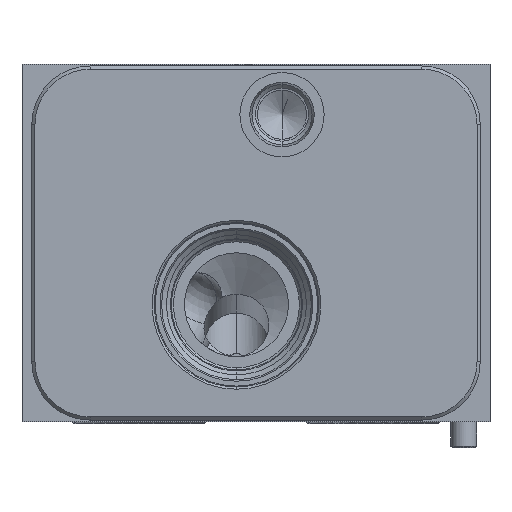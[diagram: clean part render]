
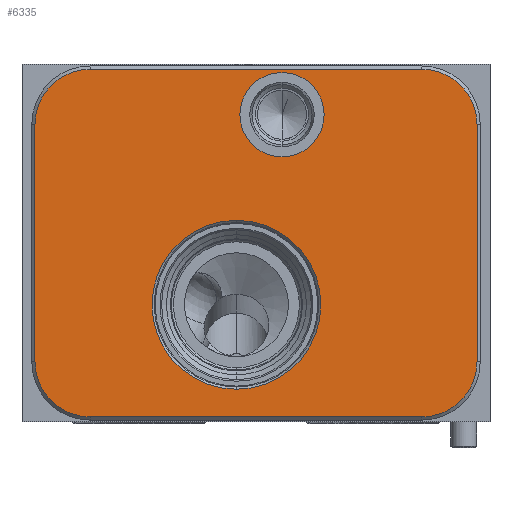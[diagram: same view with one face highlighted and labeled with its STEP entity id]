
A CAD part, front view. The second image highlights one B-rep face of the part: STEP entity #6335.
In plain terms, the highlighted planar face has unit normal (0, -1, 0).
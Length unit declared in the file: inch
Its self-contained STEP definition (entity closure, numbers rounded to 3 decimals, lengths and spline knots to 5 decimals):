
#1995=CARTESIAN_POINT('',(3.844,-7.312,2.859));
#1996=DIRECTION('',(0.,1.,0.));
#1997=DIRECTION('',(0.,0.,1.));
#1998=AXIS2_PLACEMENT_3D('',#1995,#1996,#1997);
#2009=CARTESIAN_POINT('',(2.062,-7.312,1.125));
#2010=DIRECTION('',(0.,1.,0.));
#2011=DIRECTION('',(0.,0.,-1.));
#2012=AXIS2_PLACEMENT_3D('',#2009,#2010,#2011);
#2014=CARTESIAN_POINT('',(2.062,-7.312,1.125));
#2015=DIRECTION('',(0.,1.,0.));
#2016=DIRECTION('',(0.,0.,1.));
#2017=AXIS2_PLACEMENT_3D('',#2014,#2015,#2016);
#2019=CARTESIAN_POINT('',(2.5,-7.312,2.953));
#2020=DIRECTION('',(0.,1.,0.));
#2021=DIRECTION('',(0.,0.,-1.));
#2022=AXIS2_PLACEMENT_3D('',#2019,#2020,#2021);
#2024=CARTESIAN_POINT('',(2.5,-7.312,2.953));
#2025=DIRECTION('',(0.,1.,0.));
#2026=DIRECTION('',(0.,0.,1.));
#2027=AXIS2_PLACEMENT_3D('',#2024,#2025,#2026);
#2460=DIRECTION('',(0.,0.,-1.));
#2461=VECTOR('',#2460,2.281);
#2462=CARTESIAN_POINT('',(4.375,-7.312,2.859));
#2463=LINE('',#2462,#2461);
#2480=CARTESIAN_POINT('',(3.844,-7.312,0.578));
#2481=DIRECTION('',(0.,1.,0.));
#2482=DIRECTION('',(1.,0.,0.));
#2483=AXIS2_PLACEMENT_3D('',#2480,#2481,#2482);
#2498=DIRECTION('',(-1.,0.,0.));
#2499=VECTOR('',#2498,3.188);
#2500=CARTESIAN_POINT('',(3.844,-7.312,0.047));
#2501=LINE('',#2500,#2499);
#2514=CARTESIAN_POINT('',(0.656,-7.312,0.578));
#2515=DIRECTION('',(0.,1.,0.));
#2516=DIRECTION('',(0.,0.,-1.));
#2517=AXIS2_PLACEMENT_3D('',#2514,#2515,#2516);
#2528=DIRECTION('',(0.,0.,1.));
#2529=VECTOR('',#2528,2.281);
#2530=CARTESIAN_POINT('',(0.125,-7.312,0.578));
#2531=LINE('',#2530,#2529);
#2548=CARTESIAN_POINT('',(0.656,-7.312,2.859));
#2549=DIRECTION('',(0.,1.,0.));
#2550=DIRECTION('',(-1.,0.,0.));
#2551=AXIS2_PLACEMENT_3D('',#2548,#2549,#2550);
#2562=DIRECTION('',(1.,0.,0.));
#2563=VECTOR('',#2562,3.188);
#2564=CARTESIAN_POINT('',(0.656,-7.312,3.39));
#2565=LINE('',#2564,#2563);
#4646=CARTESIAN_POINT('',(2.062,-7.312,
0.313));
#4647=CARTESIAN_POINT('',(2.062,-7.312,1.937));
#4648=VERTEX_POINT('',#4646);
#4649=VERTEX_POINT('',#4647);
#4702=CARTESIAN_POINT('',(2.5,-7.312,2.548));
#4703=CARTESIAN_POINT('',(2.5,-7.312,3.358));
#4704=VERTEX_POINT('',#4702);
#4705=VERTEX_POINT('',#4703);
#4740=CARTESIAN_POINT('',(3.844,-7.312,0.047));
#4741=CARTESIAN_POINT('',(0.656,-7.312,0.047));
#4742=VERTEX_POINT('',#4740);
#4743=VERTEX_POINT('',#4741);
#4748=CARTESIAN_POINT('',(0.125,-7.312,0.578));
#4749=VERTEX_POINT('',#4748);
#4752=CARTESIAN_POINT('',(0.125,-7.312,2.859));
#4753=VERTEX_POINT('',#4752);
#4756=CARTESIAN_POINT('',(0.656,-7.312,3.39));
#4757=VERTEX_POINT('',#4756);
#4760=CARTESIAN_POINT('',(3.844,-7.312,3.39));
#4761=VERTEX_POINT('',#4760);
#4764=CARTESIAN_POINT('',(4.375,-7.312,2.859));
#4765=VERTEX_POINT('',#4764);
#4768=CARTESIAN_POINT('',(4.375,-7.312,0.578));
#4769=VERTEX_POINT('',#4768);
#6301=CARTESIAN_POINT('',(0.,-7.312,0.));
#6302=DIRECTION('',(0.,-1.,0.));
#6303=DIRECTION('',(1.,0.,0.));
#6304=AXIS2_PLACEMENT_3D('',#6301,#6302,#6303);
#6305=PLANE('',#6304);
#6306=ORIENTED_EDGE('',*,*,#6291,.T.);
#6308=ORIENTED_EDGE('',*,*,#6307,.T.);
#6310=ORIENTED_EDGE('',*,*,#6309,.T.);
#6312=ORIENTED_EDGE('',*,*,#6311,.T.);
#6314=ORIENTED_EDGE('',*,*,#6313,.T.);
#6316=ORIENTED_EDGE('',*,*,#6315,.T.);
#6318=ORIENTED_EDGE('',*,*,#6317,.T.);
#6320=ORIENTED_EDGE('',*,*,#6319,.T.);
#6321=EDGE_LOOP('',(#6306,#6308,#6310,#6312,#6314,#6316,#6318,#6320));
#6322=FACE_OUTER_BOUND('',#6321,.F.);
#6324=ORIENTED_EDGE('',*,*,#6323,.F.);
#6326=ORIENTED_EDGE('',*,*,#6325,.F.);
#6327=EDGE_LOOP('',(#6324,#6326));
#6328=FACE_BOUND('',#6327,.F.);
#6330=ORIENTED_EDGE('',*,*,#6329,.F.);
#6332=ORIENTED_EDGE('',*,*,#6331,.F.);
#6333=EDGE_LOOP('',(#6330,#6332));
#6334=FACE_BOUND('',#6333,.F.);
#6335=ADVANCED_FACE('',(#6322,#6328,#6334),#6305,.T.);
#1999=CIRCLE('',#1998,0.531);
#2013=CIRCLE('',#2012,0.812);
#2018=CIRCLE('',#2017,0.812);
#2023=CIRCLE('',#2022,0.405);
#2028=CIRCLE('',#2027,0.405);
#2484=CIRCLE('',#2483,0.531);
#2518=CIRCLE('',#2517,0.531);
#2552=CIRCLE('',#2551,0.531);
#6291=EDGE_CURVE('',#4761,#4765,#1999,.T.);
#6307=EDGE_CURVE('',#4765,#4769,#2463,.T.);
#6309=EDGE_CURVE('',#4769,#4742,#2484,.T.);
#6311=EDGE_CURVE('',#4742,#4743,#2501,.T.);
#6313=EDGE_CURVE('',#4743,#4749,#2518,.T.);
#6315=EDGE_CURVE('',#4749,#4753,#2531,.T.);
#6317=EDGE_CURVE('',#4753,#4757,#2552,.T.);
#6319=EDGE_CURVE('',#4757,#4761,#2565,.T.);
#6323=EDGE_CURVE('',#4704,#4705,#2023,.T.);
#6325=EDGE_CURVE('',#4705,#4704,#2028,.T.);
#6329=EDGE_CURVE('',#4648,#4649,#2013,.T.);
#6331=EDGE_CURVE('',#4649,#4648,#2018,.T.);
